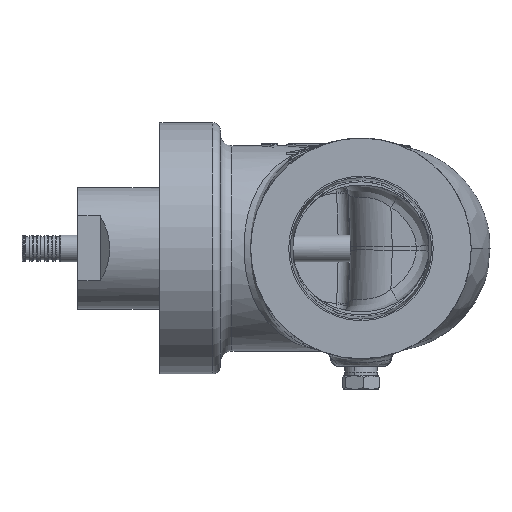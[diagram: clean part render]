
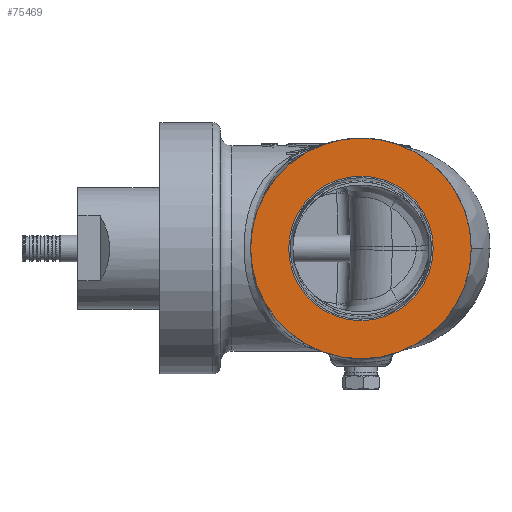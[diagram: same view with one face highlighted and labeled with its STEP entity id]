
A CAD part, left-side view. The second image highlights one B-rep face of the part: STEP entity #75469.
In plain terms, the highlighted planar face has unit normal (-1, 0, 0).
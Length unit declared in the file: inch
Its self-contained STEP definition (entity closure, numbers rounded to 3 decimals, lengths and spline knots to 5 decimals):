
#8461 = FACE_BOUND ( 'NONE', #23013, .T. ) ;
#9559 = ORIENTED_EDGE ( 'NONE', *, *, #62926, .T. ) ;
#13539 = AXIS2_PLACEMENT_3D ( 'NONE', #63411, #25739, #69688 ) ;
#15399 = CIRCLE ( 'NONE', #15446, 1.8125 ) ;
#15446 = AXIS2_PLACEMENT_3D ( 'NONE', #23143, #67067, #29454 ) ;
#17536 = EDGE_CURVE ( 'NONE', #61920, #60293, #15399, .T. ) ;
#18360 = DIRECTION ( 'NONE',  ( 1., 0., 0. ) ) ;
#21237 = EDGE_LOOP ( 'NONE', ( #45177, #46091 ) ) ;
#21894 = CARTESIAN_POINT ( 'NONE',  ( -3.281, -1.60271, 1.8125 ) ) ;
#22342 = CIRCLE ( 'NONE', #79393, 1.8125 ) ;
#22613 = CARTESIAN_POINT ( 'NONE',  ( -3.281, 0.92609, -2.0625 ) ) ;
#22641 = CIRCLE ( 'NONE', #28832, 1.1875 ) ;
#22906 = CARTESIAN_POINT ( 'NONE',  ( -3.281, -2.79021, 0. ) ) ;
#23013 = EDGE_LOOP ( 'NONE', ( #25353, #9559 ) ) ;
#23143 = CARTESIAN_POINT ( 'NONE',  ( -3.281, -1.60271, 0. ) ) ;
#25353 = ORIENTED_EDGE ( 'NONE', *, *, #36922, .T. ) ;
#25739 = DIRECTION ( 'NONE',  ( 1., 0., 0. ) ) ;
#28832 = AXIS2_PLACEMENT_3D ( 'NONE', #55991, #18360, #62326 ) ;
#29454 = DIRECTION ( 'NONE',  ( 0., 1., 0. ) ) ;
#29597 = CIRCLE ( 'NONE', #13539, 1.1875 ) ;
#29761 = CARTESIAN_POINT ( 'NONE',  ( -3.281, -1.60271, 0. ) ) ;
#36072 = DIRECTION ( 'NONE',  ( 0., 1., 0. ) ) ;
#36922 = EDGE_CURVE ( 'NONE', #42683, #75874, #22641, .T. ) ;
#39891 = FACE_OUTER_BOUND ( 'NONE', #21237, .T. ) ;
#41564 = DIRECTION ( 'NONE',  ( 0., 1., 0. ) ) ;
#42683 = VERTEX_POINT ( 'NONE', #22906 ) ;
#45177 = ORIENTED_EDGE ( 'NONE', *, *, #17536, .T. ) ;
#46091 = ORIENTED_EDGE ( 'NONE', *, *, #72487, .T. ) ;
#49548 = CARTESIAN_POINT ( 'NONE',  ( -3.281, -0.41521, 0. ) ) ;
#55991 = CARTESIAN_POINT ( 'NONE',  ( -3.281, -1.60271, 0. ) ) ;
#56373 = AXIS2_PLACEMENT_3D ( 'NONE', #22613, #79153, #41564 ) ;
#60293 = VERTEX_POINT ( 'NONE', #21894 ) ;
#61920 = VERTEX_POINT ( 'NONE', #79316 ) ;
#62326 = DIRECTION ( 'NONE',  ( 0., 1., 0. ) ) ;
#62926 = EDGE_CURVE ( 'NONE', #75874, #42683, #29597, .T. ) ;
#63411 = CARTESIAN_POINT ( 'NONE',  ( -3.281, -1.60271, 0. ) ) ;
#66565 = PLANE ( 'NONE',  #56373 ) ;
#67067 = DIRECTION ( 'NONE',  ( -1., 0., 0. ) ) ;
#69688 = DIRECTION ( 'NONE',  ( 0., 1., 0. ) ) ;
#72487 = EDGE_CURVE ( 'NONE', #60293, #61920, #22342, .T. ) ;
#73672 = DIRECTION ( 'NONE',  ( -1., 0., 0. ) ) ;
#75469 = ADVANCED_FACE ( 'NONE', ( #39891, #8461 ), #66565, .F. ) ;
#75874 = VERTEX_POINT ( 'NONE', #49548 ) ;
#79153 = DIRECTION ( 'NONE',  ( 1., 0., 0. ) ) ;
#79316 = CARTESIAN_POINT ( 'NONE',  ( -3.281, -1.60271, -1.8125 ) ) ;
#79393 = AXIS2_PLACEMENT_3D ( 'NONE', #29761, #73672, #36072 ) ;
